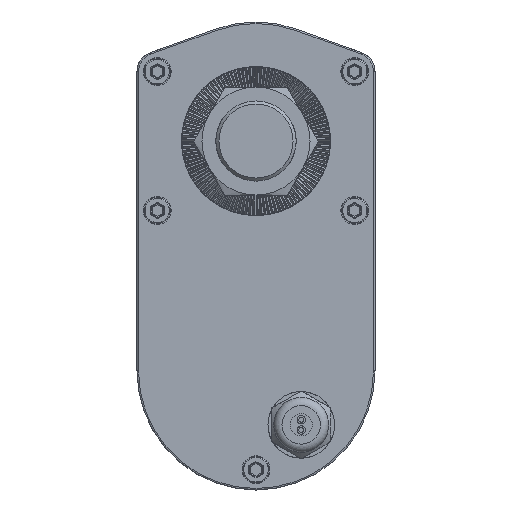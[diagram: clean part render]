
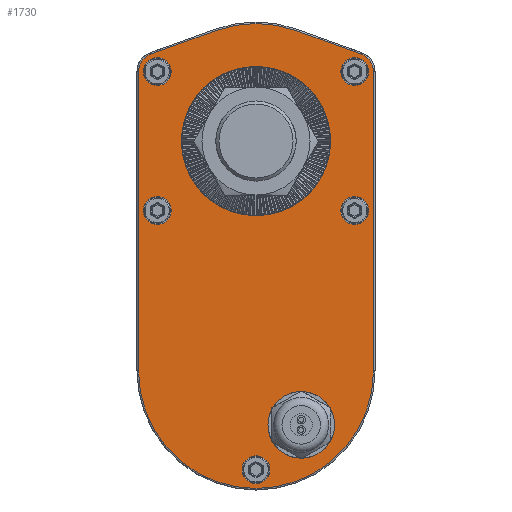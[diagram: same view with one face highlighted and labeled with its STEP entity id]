
A CAD part, front view. The second image highlights one B-rep face of the part: STEP entity #1730.
In plain terms, the highlighted planar face has unit normal (0, -1, 0).
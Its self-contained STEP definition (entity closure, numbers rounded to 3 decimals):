
#1730 = ADVANCED_FACE( '', ( #4013, #4014, #4015, #4016, #4017, #4018, #4019, #4020 ), #4021, .T. );
#4013 = FACE_BOUND( '', #9482, .T. );
#4014 = FACE_BOUND( '', #9483, .T. );
#4015 = FACE_BOUND( '', #9484, .T. );
#4016 = FACE_BOUND( '', #9485, .T. );
#4017 = FACE_BOUND( '', #9486, .T. );
#4018 = FACE_BOUND( '', #9487, .T. );
#4019 = FACE_OUTER_BOUND( '', #9488, .T. );
#4020 = FACE_BOUND( '', #9489, .T. );
#4021 = PLANE( '', #9490 );
#9482 = EDGE_LOOP( '', ( #17430 ) );
#9483 = EDGE_LOOP( '', ( #17431 ) );
#9484 = EDGE_LOOP( '', ( #17432 ) );
#9485 = EDGE_LOOP( '', ( #17433 ) );
#9486 = EDGE_LOOP( '', ( #17434 ) );
#9487 = EDGE_LOOP( '', ( #17435 ) );
#9488 = EDGE_LOOP( '', ( #17436, #17437, #17438, #17439, #17440, #17441, #17442, #17443 ) );
#9489 = EDGE_LOOP( '', ( #17444 ) );
#9490 = AXIS2_PLACEMENT_3D( '', #17445, #17446, #17447 );
#17430 = ORIENTED_EDGE( '', *, *, #24029, .F. );
#17431 = ORIENTED_EDGE( '', *, *, #24030, .T. );
#17432 = ORIENTED_EDGE( '', *, *, #23787, .T. );
#17433 = ORIENTED_EDGE( '', *, *, #22359, .T. );
#17434 = ORIENTED_EDGE( '', *, *, #24031, .T. );
#17435 = ORIENTED_EDGE( '', *, *, #24032, .T. );
#17436 = ORIENTED_EDGE( '', *, *, #24033, .T. );
#17437 = ORIENTED_EDGE( '', *, *, #24034, .T. );
#17438 = ORIENTED_EDGE( '', *, *, #22840, .T. );
#17439 = ORIENTED_EDGE( '', *, *, #23672, .T. );
#17440 = ORIENTED_EDGE( '', *, *, #22749, .T. );
#17441 = ORIENTED_EDGE( '', *, *, #22572, .T. );
#17442 = ORIENTED_EDGE( '', *, *, #23928, .T. );
#17443 = ORIENTED_EDGE( '', *, *, #24035, .T. );
#17444 = ORIENTED_EDGE( '', *, *, #24036, .F. );
#17445 = CARTESIAN_POINT( '', ( 0., 24.5, -74.5 ) );
#17446 = DIRECTION( '', ( 0., -1., 0. ) );
#17447 = DIRECTION( '', ( 0., 0., -1. ) );
#22359 = EDGE_CURVE( '', #25560, #25560, #25561, .T. );
#22572 = EDGE_CURVE( '', #25936, #25940, #25942, .T. );
#22749 = EDGE_CURVE( '', #26246, #25936, #26247, .T. );
#22840 = EDGE_CURVE( '', #26406, #26404, #26407, .T. );
#23672 = EDGE_CURVE( '', #26404, #26246, #27739, .T. );
#23787 = EDGE_CURVE( '', #27911, #27911, #27912, .T. );
#23928 = EDGE_CURVE( '', #25940, #28110, #28112, .T. );
#24029 = EDGE_CURVE( '', #28257, #28257, #28258, .T. );
#24030 = EDGE_CURVE( '', #28259, #28259, #28260, .T. );
#24031 = EDGE_CURVE( '', #28261, #28261, #28262, .T. );
#24032 = EDGE_CURVE( '', #28263, #28263, #28264, .T. );
#24033 = EDGE_CURVE( '', #28265, #28266, #28267, .T. );
#24034 = EDGE_CURVE( '', #28266, #26406, #28268, .T. );
#24035 = EDGE_CURVE( '', #28110, #28265, #28269, .T. );
#24036 = EDGE_CURVE( '', #28270, #28270, #28271, .T. );
#25560 = VERTEX_POINT( '', #30586 );
#25561 = CIRCLE( '', #30587, 4.5 );
#25936 = VERTEX_POINT( '', #31341 );
#25940 = VERTEX_POINT( '', #31346 );
#25942 = LINE( '', #31348, #31349 );
#26246 = VERTEX_POINT( '', #31973 );
#26247 = CIRCLE( '', #31974, 6.08 );
#26404 = VERTEX_POINT( '', #32263 );
#26406 = VERTEX_POINT( '', #32265 );
#26407 = CIRCLE( '', #32266, 38.08 );
#27739 = LINE( '', #35232, #35233 );
#27911 = VERTEX_POINT( '', #35631 );
#27912 = CIRCLE( '', #35632, 4.5 );
#28110 = VERTEX_POINT( '', #35930 );
#28112 = CIRCLE( '', #35932, 38.08 );
#28257 = VERTEX_POINT( '', #36207 );
#28258 = CIRCLE( '', #36208, 7.875 );
#28259 = VERTEX_POINT( '', #36209 );
#28260 = CIRCLE( '', #36210, 4.5 );
#28261 = VERTEX_POINT( '', #36211 );
#28262 = CIRCLE( '', #36212, 4.5 );
#28263 = VERTEX_POINT( '', #36213 );
#28264 = CIRCLE( '', #36214, 4.5 );
#28265 = VERTEX_POINT( '', #36215 );
#28266 = VERTEX_POINT( '', #36216 );
#28267 = CIRCLE( '', #36217, 6.08 );
#28268 = LINE( '', #36218, #36219 );
#28269 = LINE( '', #36220, #36221 );
#28270 = VERTEX_POINT( '', #36222 );
#28271 = CIRCLE( '', #36223, 24.1 );
#30586 = CARTESIAN_POINT( '', ( -32., 24.5, -27. ) );
#30587 = AXIS2_PLACEMENT_3D( '', #39715, #39716, #39717 );
#31341 = CARTESIAN_POINT( '', ( -38.08, 24.5, 22.46 ) );
#31346 = CARTESIAN_POINT( '', ( -38.08, 24.5, -74.5 ) );
#31348 = CARTESIAN_POINT( '', ( -38.08, 24.5, -74.5 ) );
#31349 = VECTOR( '', #39950, 1000. );
#31973 = CARTESIAN_POINT( '', ( -34.067, 24.5, 28.178 ) );
#31974 = AXIS2_PLACEMENT_3D( '', #40163, #40164, #40165 );
#32263 = CARTESIAN_POINT( '', ( -12.944, 24.5, 35.813 ) );
#32265 = CARTESIAN_POINT( '', ( 12.944, 24.5, 35.813 ) );
#32266 = AXIS2_PLACEMENT_3D( '', #40296, #40297, #40298 );
#35232 = CARTESIAN_POINT( '', ( -36.76, 24.5, 27.204 ) );
#35233 = VECTOR( '', #41213, 1000. );
#35631 = CARTESIAN_POINT( '', ( 32., 24.5, -27. ) );
#35632 = AXIS2_PLACEMENT_3D( '', #41341, #41342, #41343 );
#35930 = CARTESIAN_POINT( '', ( 38.08, 24.5, -74.5 ) );
#35932 = AXIS2_PLACEMENT_3D( '', #41517, #41518, #41519 );
#36207 = CARTESIAN_POINT( '', ( 14.66, 24.5, -99.845 ) );
#36208 = AXIS2_PLACEMENT_3D( '', #41630, #41631, #41632 );
#36209 = CARTESIAN_POINT( '', ( 32., 24.5, 18. ) );
#36210 = AXIS2_PLACEMENT_3D( '', #41633, #41634, #41635 );
#36211 = CARTESIAN_POINT( '', ( 0., 24.5, -111. ) );
#36212 = AXIS2_PLACEMENT_3D( '', #41636, #41637, #41638 );
#36213 = CARTESIAN_POINT( '', ( -32., 24.5, 18. ) );
#36214 = AXIS2_PLACEMENT_3D( '', #41639, #41640, #41641 );
#36215 = CARTESIAN_POINT( '', ( 38.08, 24.5, 22.46 ) );
#36216 = CARTESIAN_POINT( '', ( 34.067, 24.5, 28.178 ) );
#36217 = AXIS2_PLACEMENT_3D( '', #41642, #41643, #41644 );
#36218 = CARTESIAN_POINT( '', ( 36.76, 24.5, 27.204 ) );
#36219 = VECTOR( '', #41645, 1000. );
#36220 = CARTESIAN_POINT( '', ( 38.08, 24.5, -74.5 ) );
#36221 = VECTOR( '', #41646, 1000. );
#36222 = CARTESIAN_POINT( '', ( 0., 24.5, -24.1 ) );
#36223 = AXIS2_PLACEMENT_3D( '', #41647, #41648, #41649 );
#39715 = CARTESIAN_POINT( '', ( -32., 24.5, -22.5 ) );
#39716 = DIRECTION( '', ( 0., 1., 0. ) );
#39717 = DIRECTION( '', ( 0., 0., -1. ) );
#39950 = DIRECTION( '', ( 0., 0., -1. ) );
#40163 = CARTESIAN_POINT( '', ( -32., 24.5, 22.46 ) );
#40164 = DIRECTION( '', ( 0., -1., 0. ) );
#40165 = DIRECTION( '', ( 0., 0., -1. ) );
#40296 = CARTESIAN_POINT( '', ( 0., 24.5, 0. ) );
#40297 = DIRECTION( '', ( 0., -1., 0. ) );
#40298 = DIRECTION( '', ( 0., 0., -1. ) );
#41213 = DIRECTION( '', ( -0.94, 0., -0.34 ) );
#41341 = CARTESIAN_POINT( '', ( 32., 24.5, -22.5 ) );
#41342 = DIRECTION( '', ( 0., 1., 0. ) );
#41343 = DIRECTION( '', ( 0., 0., -1. ) );
#41517 = CARTESIAN_POINT( '', ( 0., 24.5, -74.5 ) );
#41518 = DIRECTION( '', ( 0., -1., 0. ) );
#41519 = DIRECTION( '', ( 0., 0., -1. ) );
#41630 = CARTESIAN_POINT( '', ( 14.66, 24.5, -91.97 ) );
#41631 = DIRECTION( '', ( 0., -1., 0. ) );
#41632 = DIRECTION( '', ( 0., 0., -1. ) );
#41633 = CARTESIAN_POINT( '', ( 32., 24.5, 22.5 ) );
#41634 = DIRECTION( '', ( 0., 1., 0. ) );
#41635 = DIRECTION( '', ( 0., 0., -1. ) );
#41636 = CARTESIAN_POINT( '', ( 0., 24.5, -106.5 ) );
#41637 = DIRECTION( '', ( 0., 1., 0. ) );
#41638 = DIRECTION( '', ( 0., 0., -1. ) );
#41639 = CARTESIAN_POINT( '', ( -32., 24.5, 22.5 ) );
#41640 = DIRECTION( '', ( 0., 1., 0. ) );
#41641 = DIRECTION( '', ( 0., 0., -1. ) );
#41642 = CARTESIAN_POINT( '', ( 32., 24.5, 22.46 ) );
#41643 = DIRECTION( '', ( 0., -1., 0. ) );
#41644 = DIRECTION( '', ( 0., 0., -1. ) );
#41645 = DIRECTION( '', ( -0.94, 0., 0.34 ) );
#41646 = DIRECTION( '', ( 0., 0., 1. ) );
#41647 = CARTESIAN_POINT( '', ( 0., 24.5, 0. ) );
#41648 = DIRECTION( '', ( 0., -1., 0. ) );
#41649 = DIRECTION( '', ( 0., 0., -1. ) );
